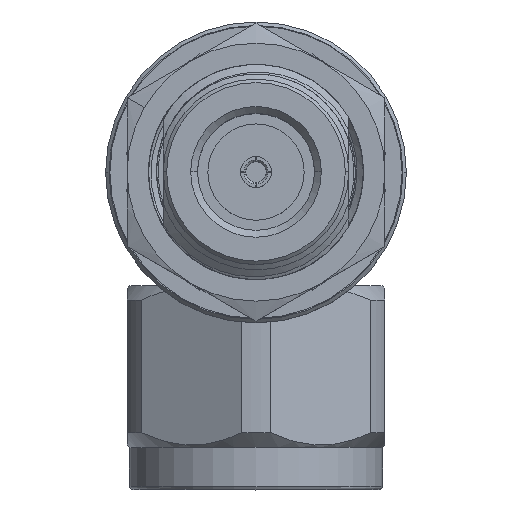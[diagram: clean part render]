
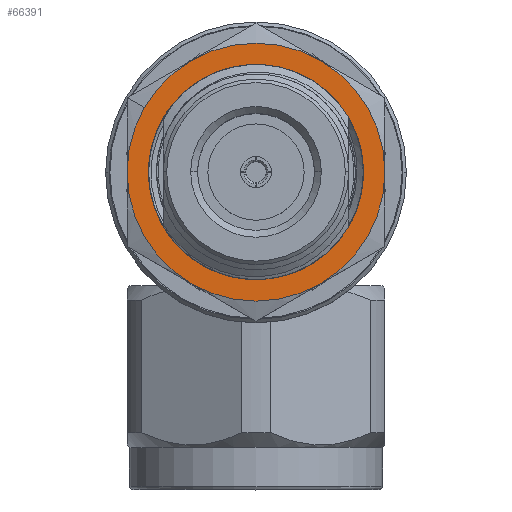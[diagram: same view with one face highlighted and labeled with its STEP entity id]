
A CAD part, top view. The second image highlights one B-rep face of the part: STEP entity #66391.
In plain terms, the highlighted face is planar.
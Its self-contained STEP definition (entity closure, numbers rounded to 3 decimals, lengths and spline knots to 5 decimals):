
#2024 = DIRECTION ( 'NONE',  ( 1., 0., 0. ) ) ;
#3630 = AXIS2_PLACEMENT_3D ( 'NONE', #46930, #73341, #48037 ) ;
#4293 = EDGE_CURVE ( 'NONE', #47559, #56087, #76863, .T. ) ;
#7872 = EDGE_CURVE ( 'NONE', #80114, #93982, #104747, .T. ) ;
#7883 = VERTEX_POINT ( 'NONE', #52139 ) ;
#7994 = ORIENTED_EDGE ( 'NONE', *, *, #41723, .T. ) ;
#10456 = EDGE_LOOP ( 'NONE', ( #19271, #79025, #93163 ) ) ;
#10490 = AXIS2_PLACEMENT_3D ( 'NONE', #19054, #102709, #19795 ) ;
#11407 = FACE_OUTER_BOUND ( 'NONE', #59216, .T. ) ;
#15675 = VERTEX_POINT ( 'NONE', #51856 ) ;
#15740 = CARTESIAN_POINT ( 'NONE',  ( 0.46842, 0., 0. ) ) ;
#19054 = CARTESIAN_POINT ( 'NONE',  ( 0.46842, 0., 0. ) ) ;
#19271 = ORIENTED_EDGE ( 'NONE', *, *, #103625, .T. ) ;
#19795 = DIRECTION ( 'NONE',  ( 0., -0.5, 0.866 ) ) ;
#20834 = CARTESIAN_POINT ( 'NONE',  ( 0.46842, 0., 0. ) ) ;
#20882 = EDGE_CURVE ( 'NONE', #84694, #7883, #36555, .T. ) ;
#23982 = EDGE_CURVE ( 'NONE', #80114, #97789, #43257, .T. ) ;
#24300 = AXIS2_PLACEMENT_3D ( 'NONE', #65142, #73731, #39872 ) ;
#24307 = DIRECTION ( 'NONE',  ( -1., 0., 0. ) ) ;
#25934 = ORIENTED_EDGE ( 'NONE', *, *, #63887, .T. ) ;
#26521 = CARTESIAN_POINT ( 'NONE',  ( 0.46842, 0., 0. ) ) ;
#26680 = DIRECTION ( 'NONE',  ( 0., -0.5, 0.866 ) ) ;
#29861 = CIRCLE ( 'NONE', #82655, 0.375 ) ;
#31442 = ORIENTED_EDGE ( 'NONE', *, *, #55423, .T. ) ;
#31564 = CIRCLE ( 'NONE', #51634, 0.375 ) ;
#31621 = ORIENTED_EDGE ( 'NONE', *, *, #75588, .T. ) ;
#32858 = DIRECTION ( 'NONE',  ( 0., -0.5, 0.866 ) ) ;
#36492 = DIRECTION ( 'NONE',  ( -1., 0., 0. ) ) ;
#36555 = CIRCLE ( 'NONE', #95521, 0.3125 ) ;
#36829 = AXIS2_PLACEMENT_3D ( 'NONE', #86783, #2024, #52938 ) ;
#39106 = CARTESIAN_POINT ( 'NONE',  ( 0.46842, -0.1875, 0.32476 ) ) ;
#39150 = EDGE_CURVE ( 'NONE', #7883, #15675, #65475, .T. ) ;
#39872 = DIRECTION ( 'NONE',  ( 0., -0.5, 0.866 ) ) ;
#41254 = CIRCLE ( 'NONE', #94495, 0.3125 ) ;
#41683 = AXIS2_PLACEMENT_3D ( 'NONE', #15740, #24307, #32858 ) ;
#41723 = EDGE_CURVE ( 'NONE', #93982, #108176, #97281, .T. ) ;
#42229 = CARTESIAN_POINT ( 'NONE',  ( 0.46842, 0.32476, 0.1875 ) ) ;
#43257 = CIRCLE ( 'NONE', #62768, 0.375 ) ;
#43589 = ORIENTED_EDGE ( 'NONE', *, *, #23982, .F. ) ;
#45942 = FACE_BOUND ( 'NONE', #10456, .T. ) ;
#46895 = CARTESIAN_POINT ( 'NONE',  ( 0.46842, -0.32476, -0.1875 ) ) ;
#46930 = CARTESIAN_POINT ( 'NONE',  ( 0.46842, 0., 0. ) ) ;
#47273 = CARTESIAN_POINT ( 'NONE',  ( 0.46842, 0.15625, -0.27063 ) ) ;
#47559 = VERTEX_POINT ( 'NONE', #75376 ) ;
#48037 = DIRECTION ( 'NONE',  ( 0., -0.5, 0.866 ) ) ;
#51634 = AXIS2_PLACEMENT_3D ( 'NONE', #79991, #36492, #86700 ) ;
#51856 = CARTESIAN_POINT ( 'NONE',  ( 0.46842, 0.11635, -0.29003 ) ) ;
#52139 = CARTESIAN_POINT ( 'NONE',  ( 0.46842, 0.28735, -0.12282 ) ) ;
#52938 = DIRECTION ( 'NONE',  ( 0., -0.5, 0.866 ) ) ;
#55423 = EDGE_CURVE ( 'NONE', #88313, #47559, #31564, .T. ) ;
#56087 = VERTEX_POINT ( 'NONE', #57262 ) ;
#57262 = CARTESIAN_POINT ( 'NONE',  ( 0.46842, 0., -0.375 ) ) ;
#59216 = EDGE_LOOP ( 'NONE', ( #63185, #7994, #31621, #31442, #81247, #25934, #43589 ) ) ;
#61109 = PLANE ( 'NONE',  #36829 ) ;
#62768 = AXIS2_PLACEMENT_3D ( 'NONE', #107968, #108330, #108685 ) ;
#63185 = ORIENTED_EDGE ( 'NONE', *, *, #7872, .T. ) ;
#63887 = EDGE_CURVE ( 'NONE', #56087, #97789, #75277, .T. ) ;
#65142 = CARTESIAN_POINT ( 'NONE',  ( 0.46842, 0., 0. ) ) ;
#65475 = CIRCLE ( 'NONE', #3630, 0.3125 ) ;
#66134 = DIRECTION ( 'NONE',  ( -1., 0., 0. ) ) ;
#66391 = ADVANCED_FACE ( 'NONE', ( #45942, #11407 ), #61109, .F. ) ;
#68168 = DIRECTION ( 'NONE',  ( -1., 0., 0. ) ) ;
#73341 = DIRECTION ( 'NONE',  ( 1., 0., 0. ) ) ;
#73731 = DIRECTION ( 'NONE',  ( -1., 0., 0. ) ) ;
#75277 = CIRCLE ( 'NONE', #41683, 0.375 ) ;
#75376 = CARTESIAN_POINT ( 'NONE',  ( 0.46842, 0.32476, -0.1875 ) ) ;
#75588 = EDGE_CURVE ( 'NONE', #108176, #88313, #29861, .T. ) ;
#76863 = CIRCLE ( 'NONE', #88816, 0.375 ) ;
#77981 = CARTESIAN_POINT ( 'NONE',  ( 0.46842, 0., 0. ) ) ;
#79025 = ORIENTED_EDGE ( 'NONE', *, *, #20882, .T. ) ;
#79991 = CARTESIAN_POINT ( 'NONE',  ( 0.46842, 0., 0. ) ) ;
#80114 = VERTEX_POINT ( 'NONE', #108905 ) ;
#81247 = ORIENTED_EDGE ( 'NONE', *, *, #4293, .T. ) ;
#82655 = AXIS2_PLACEMENT_3D ( 'NONE', #107090, #66134, #91460 ) ;
#84694 = VERTEX_POINT ( 'NONE', #47273 ) ;
#85266 = DIRECTION ( 'NONE',  ( 0., -0.5, 0.866 ) ) ;
#85421 = DIRECTION ( 'NONE',  ( 1., 0., 0. ) ) ;
#86700 = DIRECTION ( 'NONE',  ( 0., -0.5, 0.866 ) ) ;
#86783 = CARTESIAN_POINT ( 'NONE',  ( 0.46842, 0., 0. ) ) ;
#88313 = VERTEX_POINT ( 'NONE', #42229 ) ;
#88816 = AXIS2_PLACEMENT_3D ( 'NONE', #26521, #68168, #85266 ) ;
#88902 = DIRECTION ( 'NONE',  ( 1., 0., 0. ) ) ;
#91460 = DIRECTION ( 'NONE',  ( 0., -0.5, 0.866 ) ) ;
#93163 = ORIENTED_EDGE ( 'NONE', *, *, #39150, .T. ) ;
#93411 = CARTESIAN_POINT ( 'NONE',  ( 0.46842, 0., 0.375 ) ) ;
#93982 = VERTEX_POINT ( 'NONE', #39106 ) ;
#94495 = AXIS2_PLACEMENT_3D ( 'NONE', #20834, #88902, #98926 ) ;
#95521 = AXIS2_PLACEMENT_3D ( 'NONE', #77981, #85421, #26680 ) ;
#97281 = CIRCLE ( 'NONE', #24300, 0.375 ) ;
#97789 = VERTEX_POINT ( 'NONE', #46895 ) ;
#98926 = DIRECTION ( 'NONE',  ( 0., -0.5, 0.866 ) ) ;
#102709 = DIRECTION ( 'NONE',  ( -1., 0., 0. ) ) ;
#103625 = EDGE_CURVE ( 'NONE', #15675, #84694, #41254, .T. ) ;
#104747 = CIRCLE ( 'NONE', #10490, 0.375 ) ;
#107090 = CARTESIAN_POINT ( 'NONE',  ( 0.46842, 0., 0. ) ) ;
#107968 = CARTESIAN_POINT ( 'NONE',  ( 0.46842, 0., 0. ) ) ;
#108176 = VERTEX_POINT ( 'NONE', #93411 ) ;
#108330 = DIRECTION ( 'NONE',  ( 1., 0., 0. ) ) ;
#108685 = DIRECTION ( 'NONE',  ( 0., -0.5, 0.866 ) ) ;
#108905 = CARTESIAN_POINT ( 'NONE',  ( 0.46842, -0.32476, 0.1875 ) ) ;
